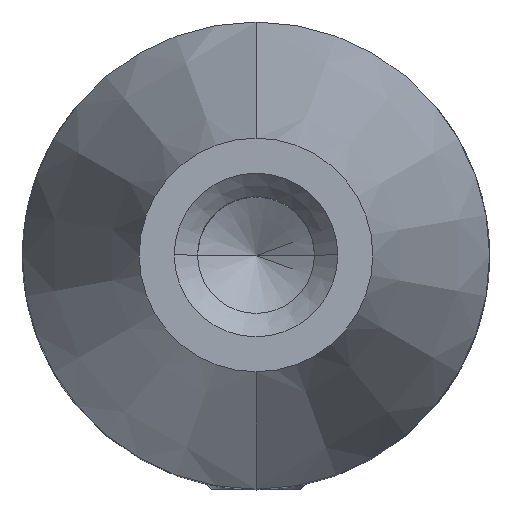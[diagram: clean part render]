
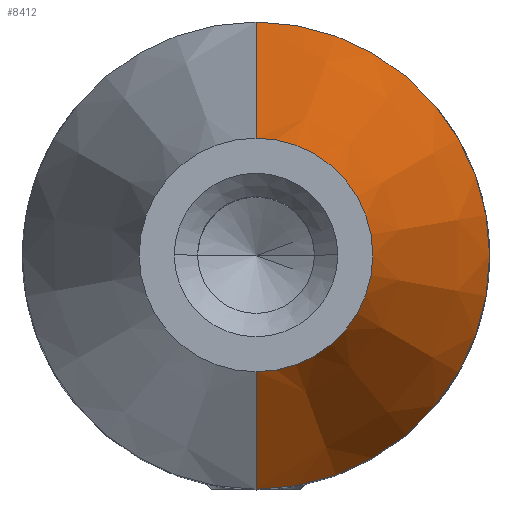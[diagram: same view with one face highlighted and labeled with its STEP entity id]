
A CAD part, top view. The second image highlights one B-rep face of the part: STEP entity #8412.
In plain terms, the highlighted conical face has half-angle 17.354 degrees and reference radius 10 mm.
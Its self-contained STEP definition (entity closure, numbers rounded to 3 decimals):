
#54 = EDGE_CURVE ( 'NONE', #582, #6003, #4916, .T. ) ;
#118 = CARTESIAN_POINT ( 'NONE',  ( 0., 0., 18. ) ) ;
#211 = DIRECTION ( 'NONE',  ( 0., 0., -1. ) ) ;
#582 = VERTEX_POINT ( 'NONE', #6587 ) ;
#1053 = FACE_OUTER_BOUND ( 'NONE', #2548, .T. ) ;
#1088 = CARTESIAN_POINT ( 'NONE',  ( 0., 10., 2. ) ) ;
#1135 = DIRECTION ( 'NONE',  ( 0., 0.298, -0.954 ) ) ;
#1208 = EDGE_CURVE ( 'NONE', #1435, #4895, #4901, .T. ) ;
#1435 = VERTEX_POINT ( 'NONE', #12758 ) ;
#1660 = CARTESIAN_POINT ( 'NONE',  ( 0., -10., 2. ) ) ;
#1939 = LINE ( 'NONE', #1088, #5507 ) ;
#2003 = CARTESIAN_POINT ( 'NONE',  ( 0., -10., 2. ) ) ;
#2482 = ORIENTED_EDGE ( 'NONE', *, *, #6068, .F. ) ;
#2548 = EDGE_LOOP ( 'NONE', ( #3741, #6528, #12557, #2482 ) ) ;
#3486 = CARTESIAN_POINT ( 'NONE',  ( 0., 0., 2. ) ) ;
#3589 = DIRECTION ( 'NONE',  ( 0., 0., -1. ) ) ;
#3741 = ORIENTED_EDGE ( 'NONE', *, *, #1208, .T. ) ;
#4895 = VERTEX_POINT ( 'NONE', #9751 ) ;
#4901 = CIRCLE ( 'NONE', #12345, 5. ) ;
#4916 = CIRCLE ( 'NONE', #11051, 10. ) ;
#5507 = VECTOR ( 'NONE', #1135, 1000. ) ;
#6003 = VERTEX_POINT ( 'NONE', #2003 ) ;
#6068 = EDGE_CURVE ( 'NONE', #1435, #582, #1939, .T. ) ;
#6528 = ORIENTED_EDGE ( 'NONE', *, *, #7222, .T. ) ;
#6556 = DIRECTION ( 'NONE',  ( 0., 1., 0. ) ) ;
#6587 = CARTESIAN_POINT ( 'NONE',  ( 0., 10., 2. ) ) ;
#7189 = DIRECTION ( 'NONE',  ( 0., -0.298, -0.954 ) ) ;
#7222 = EDGE_CURVE ( 'NONE', #4895, #6003, #12929, .T. ) ;
#8412 = ADVANCED_FACE ( 'NONE', ( #1053 ), #9354, .T. ) ;
#8822 = DIRECTION ( 'NONE',  ( 0., 0., -1. ) ) ;
#9354 = CONICAL_SURFACE ( 'NONE', #12296, 10., 0.303 ) ;
#9751 = CARTESIAN_POINT ( 'NONE',  ( 0., -5., 18. ) ) ;
#10032 = VECTOR ( 'NONE', #7189, 1000. ) ;
#10033 = DIRECTION ( 'NONE',  ( 0., 1., 0. ) ) ;
#11032 = DIRECTION ( 'NONE',  ( 0., 1., 0. ) ) ;
#11051 = AXIS2_PLACEMENT_3D ( 'NONE', #3486, #8822, #6556 ) ;
#12296 = AXIS2_PLACEMENT_3D ( 'NONE', #13322, #3589, #10033 ) ;
#12345 = AXIS2_PLACEMENT_3D ( 'NONE', #118, #211, #11032 ) ;
#12557 = ORIENTED_EDGE ( 'NONE', *, *, #54, .F. ) ;
#12758 = CARTESIAN_POINT ( 'NONE',  ( 0., 5., 18. ) ) ;
#12929 = LINE ( 'NONE', #1660, #10032 ) ;
#13322 = CARTESIAN_POINT ( 'NONE',  ( 0., 0., 2. ) ) ;
